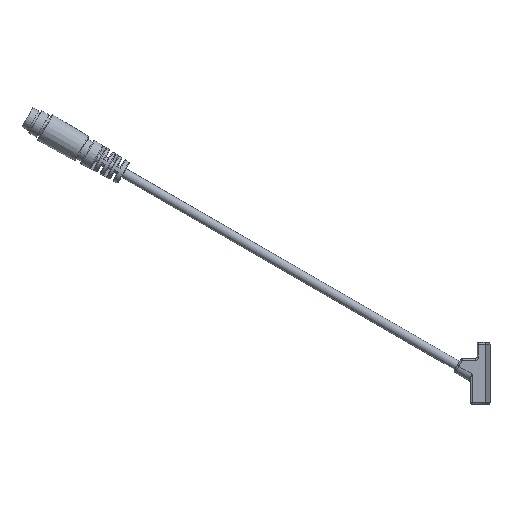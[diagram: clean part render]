
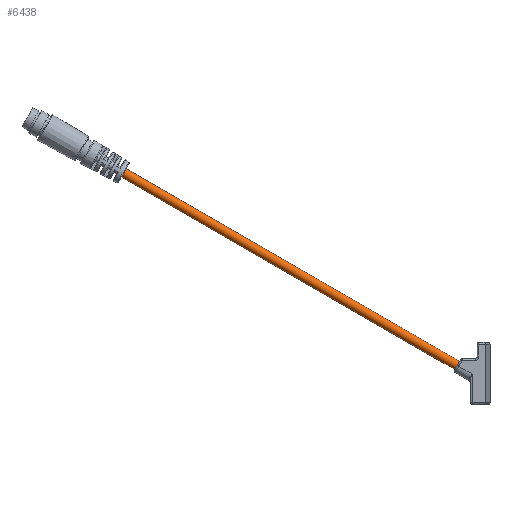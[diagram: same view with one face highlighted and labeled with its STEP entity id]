
A CAD part, left-side view. The second image highlights one B-rep face of the part: STEP entity #6438.
In plain terms, the highlighted cylindrical face has radius 1.46 mm (diameter 2.921 mm), a partial arc.
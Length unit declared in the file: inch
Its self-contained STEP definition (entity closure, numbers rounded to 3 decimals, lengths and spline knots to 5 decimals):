
#503 = VERTEX_POINT ( 'NONE', #8217 ) ;
#756 = CARTESIAN_POINT ( 'NONE',  ( 0.00189, 4.49103, 2.45864 ) ) ;
#886 = ORIENTED_EDGE ( 'NONE', *, *, #8250, .F. ) ;
#982 = VECTOR ( 'NONE', #1271, 39.37008 ) ;
#1166 = EDGE_CURVE ( 'NONE', #503, #6967, #2863, .T. ) ;
#1271 = DIRECTION ( 'NONE',  ( 0., -0.866, -0.5 ) ) ;
#1323 = ORIENTED_EDGE ( 'NONE', *, *, #3821, .T. ) ;
#1465 = DIRECTION ( 'NONE',  ( 0., -0.866, -0.5 ) ) ;
#1575 = DIRECTION ( 'NONE',  ( 0., 0.866, 0.5 ) ) ;
#2409 = CARTESIAN_POINT ( 'NONE',  ( 0.00189, 4.51978, 2.40885 ) ) ;
#2561 = VERTEX_POINT ( 'NONE', #7377 ) ;
#2863 = LINE ( 'NONE', #2409, #982 ) ;
#3611 = CARTESIAN_POINT ( 'NONE',  ( 0.00189, 4.44791, 2.43375 ) ) ;
#3821 = EDGE_CURVE ( 'NONE', #6967, #5797, #6082, .T. ) ;
#3958 = CARTESIAN_POINT ( 'NONE',  ( 0.00189, 0.42474, 0.04457 ) ) ;
#4061 = CARTESIAN_POINT ( 'NONE',  ( 0.00189, 4.46228, 2.50844 ) ) ;
#4173 = AXIS2_PLACEMENT_3D ( 'NONE', #3611, #8211, #4261 ) ;
#4261 = DIRECTION ( 'NONE',  ( 0., 0.5, -0.866 ) ) ;
#4447 = AXIS2_PLACEMENT_3D ( 'NONE', #756, #1465, #5537 ) ;
#4908 = CIRCLE ( 'NONE', #4173, 0.0575 ) ;
#4979 = CARTESIAN_POINT ( 'NONE',  ( 0.00189, 0.36724, 0.14416 ) ) ;
#5164 = CYLINDRICAL_SURFACE ( 'NONE', #4447, 0.0575 ) ;
#5246 = AXIS2_PLACEMENT_3D ( 'NONE', #5607, #1575, #6300 ) ;
#5537 = DIRECTION ( 'NONE',  ( 0., 0.5, -0.866 ) ) ;
#5607 = CARTESIAN_POINT ( 'NONE',  ( 0.00189, 0.39599, 0.09437 ) ) ;
#5797 = VERTEX_POINT ( 'NONE', #4979 ) ;
#6082 = CIRCLE ( 'NONE', #5246, 0.0575 ) ;
#6197 = VECTOR ( 'NONE', #6715, 39.37008 ) ;
#6300 = DIRECTION ( 'NONE',  ( 0., 0.5, -0.866 ) ) ;
#6312 = ORIENTED_EDGE ( 'NONE', *, *, #1166, .T. ) ;
#6438 = ADVANCED_FACE ( 'NONE', ( #8597 ), #5164, .T. ) ;
#6715 = DIRECTION ( 'NONE',  ( 0., -0.866, -0.5 ) ) ;
#6922 = EDGE_LOOP ( 'NONE', ( #886, #7337, #6312, #1323 ) ) ;
#6967 = VERTEX_POINT ( 'NONE', #3958 ) ;
#7337 = ORIENTED_EDGE ( 'NONE', *, *, #8526, .T. ) ;
#7377 = CARTESIAN_POINT ( 'NONE',  ( 0.00189, 4.41916, 2.48354 ) ) ;
#7925 = LINE ( 'NONE', #4061, #6197 ) ;
#8211 = DIRECTION ( 'NONE',  ( 0., -0.866, -0.5 ) ) ;
#8217 = CARTESIAN_POINT ( 'NONE',  ( 0.00189, 4.47666, 2.38395 ) ) ;
#8250 = EDGE_CURVE ( 'NONE', #2561, #5797, #7925, .T. ) ;
#8526 = EDGE_CURVE ( 'NONE', #2561, #503, #4908, .T. ) ;
#8597 = FACE_OUTER_BOUND ( 'NONE', #6922, .T. ) ;
